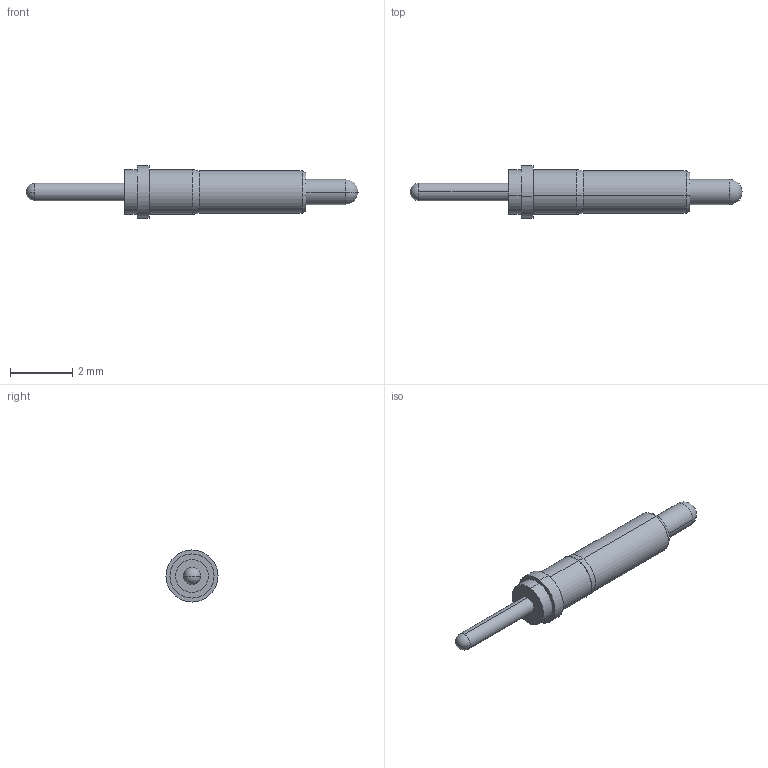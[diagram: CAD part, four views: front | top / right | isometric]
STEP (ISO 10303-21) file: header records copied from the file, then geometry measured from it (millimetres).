
FILE_DESCRIPTION (( 'STEP AP214' ), '1' );
FILE_NAME ('mill-max-7911-0-15-20-86-14-11-0.step', '2018-12-21T21:17:31', ( '' ), ( '' ), 'SwSTEP 2.0', 'SolidWorks 2018', '' );
FILE_SCHEMA (( 'AUTOMOTIVE_DESIGN' ));
Length unit declared in the file: inch
Products named in the file (1): mill-max-7911-0-15-20-86-14-11-0
Bounding box: 10.69 x 1.68 x 1.68 mm (x, y, z)
Volume: 10.7 mm3; surface area: 39.1 mm2
Topology: 1 solids, 1 shells, 26 faces, 58 edges, 36 vertices
Faces by surface type: cylinder 12, plane 6, sphere 4, cone 4
Entity records: 736 total; most frequent: DIRECTION 142, CARTESIAN_POINT 113, ORIENTED_EDGE 104, AXIS2_PLACEMENT_3D 63, EDGE_CURVE 52, CIRCLE 36, VERTEX_POINT 34, EDGE_LOOP 32
